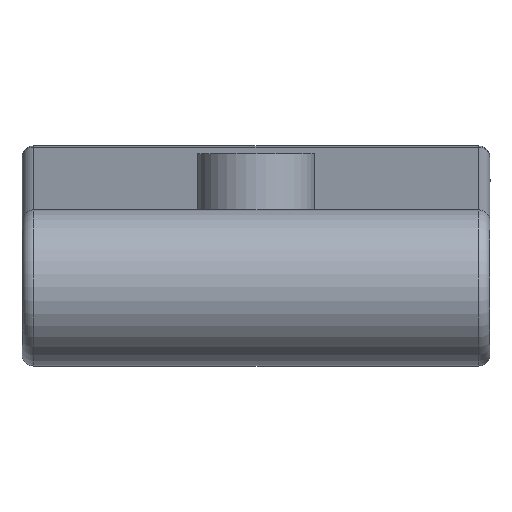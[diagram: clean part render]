
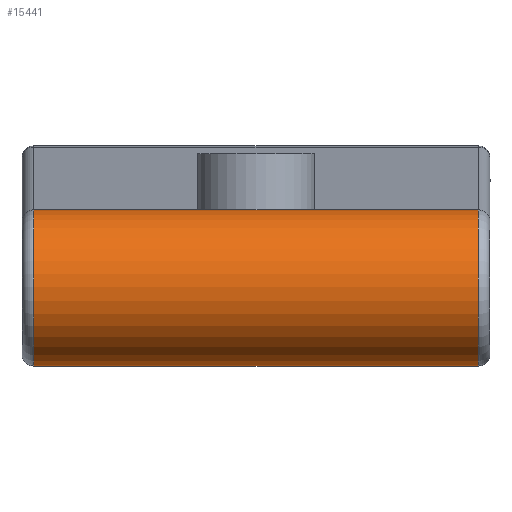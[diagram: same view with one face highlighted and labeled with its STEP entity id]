
A CAD part, left-side view. The second image highlights one B-rep face of the part: STEP entity #15441.
In plain terms, the highlighted cylindrical face has radius 4.237 mm (diameter 8.473 mm), a partial arc.
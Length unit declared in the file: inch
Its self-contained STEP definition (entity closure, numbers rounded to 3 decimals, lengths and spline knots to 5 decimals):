
#67=CIRCLE('',#15747,0.1668);
#82=CIRCLE('',#15772,0.1668);
#104=CYLINDRICAL_SURFACE('',#15778,0.1668);
#1222=FACE_OUTER_BOUND('',#2091,.T.);
#2091=EDGE_LOOP('',(#13982,#13983,#13984,#13985));
#3160=LINE('',#32577,#4264);
#3198=LINE('',#32796,#4302);
#4264=VECTOR('',#17262,0.3937);
#4302=VECTOR('',#17486,0.3937);
#6971=VERTEX_POINT('',#32571);
#6973=VERTEX_POINT('',#32575);
#7021=VERTEX_POINT('',#32746);
#7028=VERTEX_POINT('',#32784);
#9262=EDGE_CURVE('',#6971,#6973,#3160,.T.);
#9332=EDGE_CURVE('',#7021,#6973,#67,.T.);
#9350=EDGE_CURVE('',#6971,#7028,#82,.T.);
#9354=EDGE_CURVE('',#7028,#7021,#3198,.T.);
#13982=ORIENTED_EDGE('',*,*,#9350,.F.);
#13983=ORIENTED_EDGE('',*,*,#9262,.T.);
#13984=ORIENTED_EDGE('',*,*,#9332,.F.);
#13985=ORIENTED_EDGE('',*,*,#9354,.F.);
#15441=ADVANCED_FACE('',(#1222),#104,.T.);
#15747=AXIS2_PLACEMENT_3D('',#32751,#17417,#17418);
#15772=AXIS2_PLACEMENT_3D('',#32786,#17470,#17471);
#15778=AXIS2_PLACEMENT_3D('',#32795,#17484,#17485);
#17262=DIRECTION('',(0.,-1.,0.));
#17417=DIRECTION('center_axis',(0.,-1.,0.));
#17418=DIRECTION('ref_axis',(-0.997,0.,-0.078));
#17470=DIRECTION('center_axis',(0.,1.,0.));
#17471=DIRECTION('ref_axis',(-0.997,0.,-0.078));
#17484=DIRECTION('center_axis',(0.,-1.,0.));
#17485=DIRECTION('ref_axis',(-0.997,0.,-0.078));
#17486=DIRECTION('',(0.,-1.,0.));
#32571=CARTESIAN_POINT('',(0.74611,-3.01591,-0.52467));
#32575=CARTESIAN_POINT('',(0.74611,-3.96591,-0.52467));
#32577=CARTESIAN_POINT('',(0.74611,-2.99091,-0.52467));
#32746=CARTESIAN_POINT('',(0.72012,-3.96591,-0.19311));
#32751=CARTESIAN_POINT('Origin',(0.72012,-3.96591,-0.35991));
#32784=CARTESIAN_POINT('',(0.72012,-3.01591,-0.19311));
#32786=CARTESIAN_POINT('Origin',(0.72012,-3.01591,-0.35991));
#32795=CARTESIAN_POINT('Origin',(0.72012,-2.99091,-0.35991));
#32796=CARTESIAN_POINT('',(0.72012,-2.99091,-0.19311));
